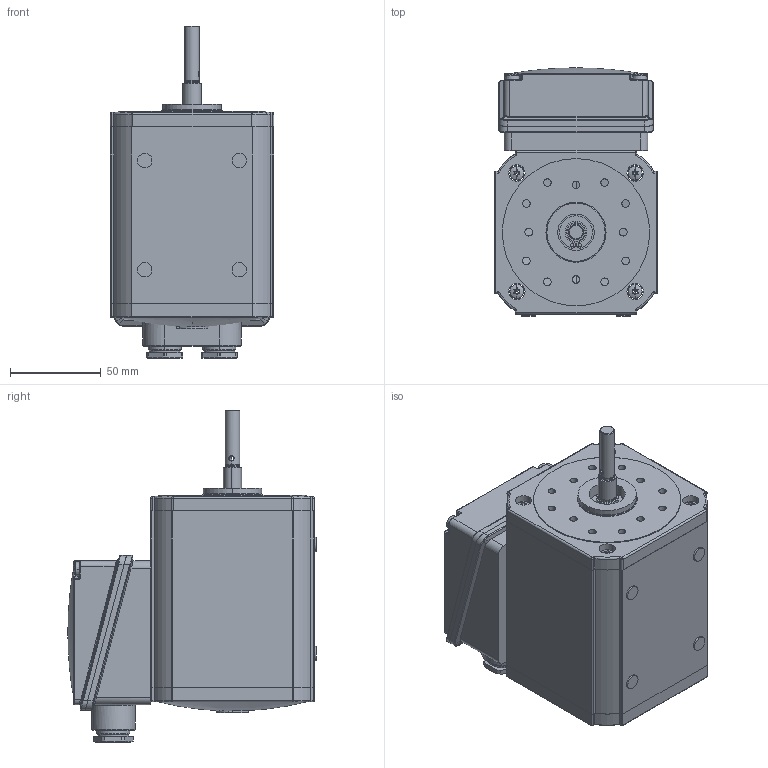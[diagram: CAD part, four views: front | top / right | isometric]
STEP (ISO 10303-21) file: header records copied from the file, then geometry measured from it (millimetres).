
FILE_DESCRIPTION (( 'STEP AP203' ), '1' );
FILE_NAME ('Motor IGK80-40.STEP', '2014-01-17T10:56:28', ( '' ), ( '' ), 'SwSTEP 2.0', 'SolidWorks 2012', '' );
FILE_SCHEMA (( 'CONFIG_CONTROL_DESIGN' ));
Length unit declared in the file: millimetre
Products named in the file (1): Motor IGK80-40
Bounding box: 90 x 136.5 x 182.55 mm (x, y, z)
Surface area: 87137.7 mm2 (no closed solid volume)
Topology: 0 solids, 30 shells, 748 faces, 2123 edges, 1332 vertices
Faces by surface type: plane 306, cylinder 281, torus 46, sphere 46, bspline 43, cone 26
Entity records: 26184 total; most frequent: CARTESIAN_POINT 7360, DIRECTION 4097, ORIENTED_EDGE 3530, EDGE_CURVE 2100, AXIS2_PLACEMENT_3D 1539, VERTEX_POINT 1332, VECTOR 1019, LINE 1019
